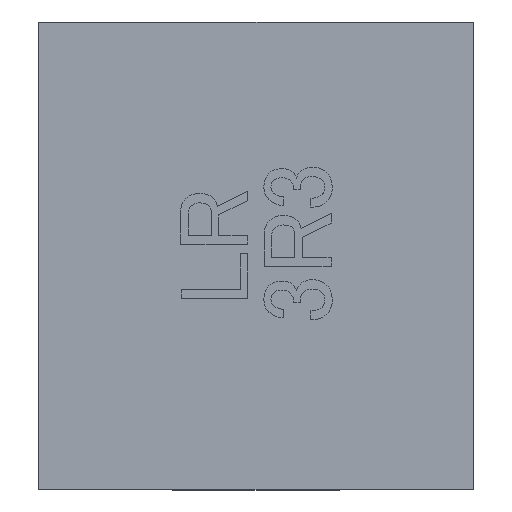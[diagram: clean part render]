
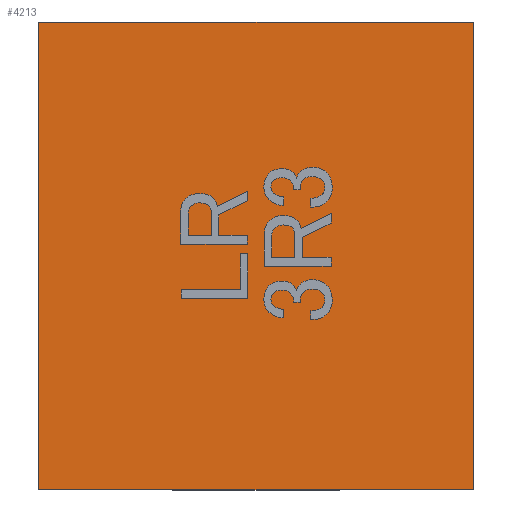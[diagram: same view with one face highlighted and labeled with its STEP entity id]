
A CAD part, top view. The second image highlights one B-rep face of the part: STEP entity #4213.
In plain terms, the highlighted free-form (B-spline) face has degree [1, 1] with [2, 2] control points.
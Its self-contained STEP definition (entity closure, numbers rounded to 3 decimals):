
#4178=CARTESIAN_POINT('',(-2.88,-3.08,2.8));
#4179=CARTESIAN_POINT('',(-2.88,3.08,2.8));
#4180=CARTESIAN_POINT('',(3.28,-3.08,2.8));
#4181=CARTESIAN_POINT('',(3.28,3.08,2.8));
#4182=B_SPLINE_SURFACE_WITH_KNOTS('',1,1,((#4178,#4179),(#4180,#4181)),.PLANE_SURF.,.F.,.F.,.U.,(2,2),(2,2),(0.,1.),(0.,1.),.UNSPECIFIED.);
#4183=CARTESIAN_POINT('',(-2.6,-2.8,2.8));
#4184=VERTEX_POINT('',#4183);
#4185=CARTESIAN_POINT('',(2.6,-2.8,2.8));
#4186=VERTEX_POINT('',#4185);
#4187=CARTESIAN_POINT('',(-2.6,-2.8,2.8));
#4188=CARTESIAN_POINT('',(2.6,-2.8,2.8));
#4189=B_SPLINE_CURVE_WITH_KNOTS('',1,(#4187,#4188),.UNSPECIFIED.,.F.,.U.,(2,2),(0.,1.),.UNSPECIFIED.);
#4190=EDGE_CURVE('',#4184,#4186,#4189,.T.);
#4191=ORIENTED_EDGE('',*,*,#4190,.T.);
#4192=CARTESIAN_POINT('',(2.6,2.8,2.8));
#4193=VERTEX_POINT('',#4192);
#4194=CARTESIAN_POINT('',(2.6,-2.8,2.8));
#4195=CARTESIAN_POINT('',(2.6,2.8,2.8));
#4196=B_SPLINE_CURVE_WITH_KNOTS('',1,(#4194,#4195),.UNSPECIFIED.,.F.,.U.,(2,2),(0.,1.),.UNSPECIFIED.);
#4197=EDGE_CURVE('',#4186,#4193,#4196,.T.);
#4198=ORIENTED_EDGE('',*,*,#4197,.T.);
#4199=CARTESIAN_POINT('',(-2.6,2.8,2.8));
#4200=VERTEX_POINT('',#4199);
#4201=CARTESIAN_POINT('',(2.6,2.8,2.8));
#4202=CARTESIAN_POINT('',(-2.6,2.8,2.8));
#4203=B_SPLINE_CURVE_WITH_KNOTS('',1,(#4201,#4202),.UNSPECIFIED.,.F.,.U.,(2,2),(0.,1.),.UNSPECIFIED.);
#4204=EDGE_CURVE('',#4193,#4200,#4203,.T.);
#4205=ORIENTED_EDGE('',*,*,#4204,.T.);
#4206=CARTESIAN_POINT('',(-2.6,2.8,2.8));
#4207=CARTESIAN_POINT('',(-2.6,-2.8,2.8));
#4208=B_SPLINE_CURVE_WITH_KNOTS('',1,(#4206,#4207),.UNSPECIFIED.,.F.,.U.,(2,2),(0.,1.),.UNSPECIFIED.);
#4209=EDGE_CURVE('',#4200,#4184,#4208,.T.);
#4210=ORIENTED_EDGE('',*,*,#4209,.T.);
#4211=EDGE_LOOP('',(#4191,#4198,#4205,#4210));
#4212=FACE_OUTER_BOUND('',#4211,.T.);
#4213=ADVANCED_FACE('',(#4212),#4182,.T.);
